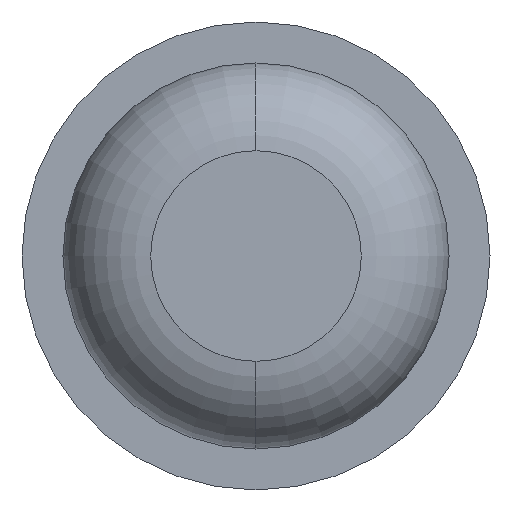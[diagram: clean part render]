
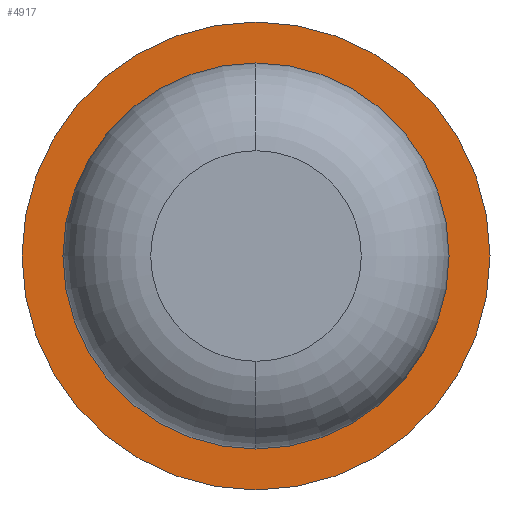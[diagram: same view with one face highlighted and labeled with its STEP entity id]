
A CAD part, front view. The second image highlights one B-rep face of the part: STEP entity #4917.
In plain terms, the highlighted planar face has unit normal (0, -1, 0).
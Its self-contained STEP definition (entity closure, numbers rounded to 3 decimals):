
#13 = EDGE_CURVE ( 'Defeature ausgef�hrt1_4+Defeature ausgef�hrt1_0+Defeature ausgef�hrt1_0+Defeature ausgef�hrt1_0', #4541, #3296, #3973, .T. ) ;
#114 = ORIENTED_EDGE ( 'NONE', *, *, #13, .T. ) ;
#337 = DIRECTION ( 'NONE',  ( 0., 1., 0. ) ) ;
#465 = ORIENTED_EDGE ( 'NONE', *, *, #3408, .F. ) ;
#645 = AXIS2_PLACEMENT_3D ( 'NONE', #2540, #337, #1224 ) ;
#776 = EDGE_CURVE ( 'Defeature ausgef�hrt1_5+Defeature ausgef�hrt1_4+Defeature ausgef�hrt1_4+Defeature ausgef�hrt1_4', #2134, #3529, #5236, .T. ) ;
#923 = AXIS2_PLACEMENT_3D ( 'NONE', #3165, #5232, #4391 ) ;
#995 = DIRECTION ( 'NONE',  ( -1., 0., 0. ) ) ;
#1211 = DIRECTION ( 'NONE',  ( 0., 1., 0. ) ) ;
#1224 = DIRECTION ( 'NONE',  ( -1., 0., 0. ) ) ;
#1333 = CARTESIAN_POINT ( 'NONE',  ( -1., -9., 0. ) ) ;
#1617 = EDGE_LOOP ( 'NONE', ( #1619, #114 ) ) ;
#1619 = ORIENTED_EDGE ( 'NONE', *, *, #4337, .T. ) ;
#1932 = EDGE_LOOP ( 'NONE', ( #465, #3240 ) ) ;
#2053 = FACE_BOUND ( 'NONE', #1617, .T. ) ;
#2116 = FACE_OUTER_BOUND ( 'NONE', #1932, .T. ) ;
#2134 = VERTEX_POINT ( 'NONE', #4552 ) ;
#2219 = DIRECTION ( 'NONE',  ( -1., 0., 0. ) ) ;
#2350 = PLANE ( 'NONE',  #2994 ) ;
#2540 = CARTESIAN_POINT ( 'NONE',  ( 0., -9., 0. ) ) ;
#2994 = AXIS2_PLACEMENT_3D ( 'NONE', #3630, #4876, #995 ) ;
#3092 = DIRECTION ( 'NONE',  ( 0., 1., 0. ) ) ;
#3144 = CIRCLE ( 'NONE', #923, 0.825 ) ;
#3165 = CARTESIAN_POINT ( 'NONE',  ( 0., -9., 0. ) ) ;
#3240 = ORIENTED_EDGE ( 'NONE', *, *, #776, .F. ) ;
#3296 = VERTEX_POINT ( 'NONE', #4170 ) ;
#3408 = EDGE_CURVE ( 'Defeature ausgef�hrt1_5+Defeature ausgef�hrt1_4+Defeature ausgef�hrt1_4+Defeature ausgef�hrt1_4', #3529, #2134, #3751, .T. ) ;
#3529 = VERTEX_POINT ( 'NONE', #1333 ) ;
#3630 = CARTESIAN_POINT ( 'NONE',  ( 0.825, -9., 0. ) ) ;
#3751 = CIRCLE ( 'NONE', #5378, 1. ) ;
#3805 = CARTESIAN_POINT ( 'NONE',  ( 0., -9., 0. ) ) ;
#3973 = CIRCLE ( 'NONE', #645, 0.825 ) ;
#4170 = CARTESIAN_POINT ( 'NONE',  ( 0., -9., 0.825 ) ) ;
#4227 = AXIS2_PLACEMENT_3D ( 'NONE', #3805, #1211, #5078 ) ;
#4337 = EDGE_CURVE ( 'Defeature ausgef�hrt1_4+Defeature ausgef�hrt1_0+Defeature ausgef�hrt1_0+Defeature ausgef�hrt1_0', #3296, #4541, #3144, .T. ) ;
#4391 = DIRECTION ( 'NONE',  ( -1., 0., 0. ) ) ;
#4479 = CARTESIAN_POINT ( 'NONE',  ( 0., -9., -0.825 ) ) ;
#4541 = VERTEX_POINT ( 'NONE', #4479 ) ;
#4552 = CARTESIAN_POINT ( 'NONE',  ( 1., -9., 0. ) ) ;
#4787 = CARTESIAN_POINT ( 'NONE',  ( 0., -9., 0. ) ) ;
#4876 = DIRECTION ( 'NONE',  ( 0., 1., 0. ) ) ;
#4917 = ADVANCED_FACE ( 'Defeature ausgef�hrt1_4', ( #2116, #2053 ), #2350, .F. ) ;
#5078 = DIRECTION ( 'NONE',  ( -1., 0., 0. ) ) ;
#5232 = DIRECTION ( 'NONE',  ( 0., 1., 0. ) ) ;
#5236 = CIRCLE ( 'NONE', #4227, 1. ) ;
#5378 = AXIS2_PLACEMENT_3D ( 'NONE', #4787, #3092, #2219 ) ;
